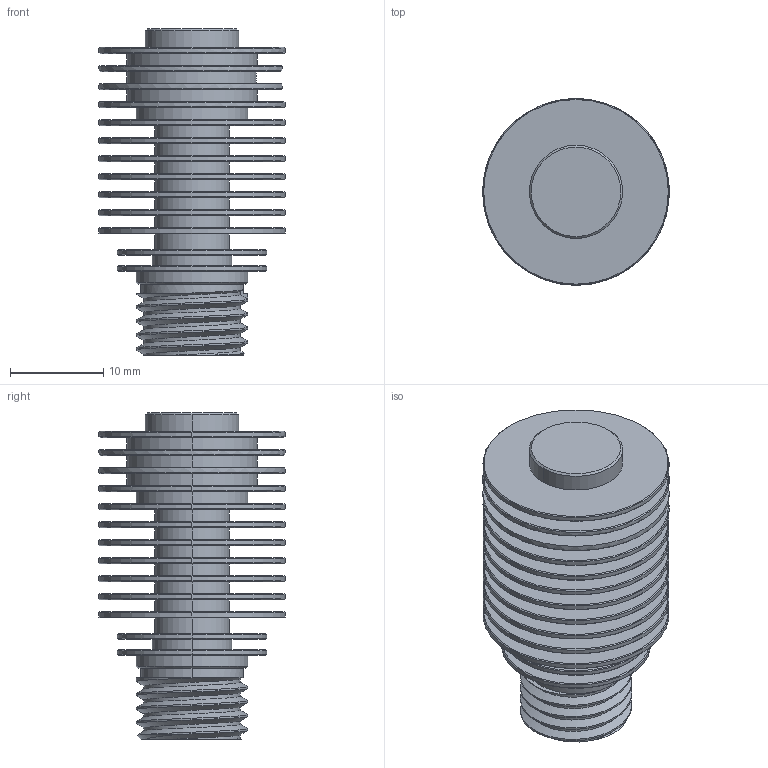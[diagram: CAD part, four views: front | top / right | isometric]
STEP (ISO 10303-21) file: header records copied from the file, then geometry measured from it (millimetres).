
FILE_DESCRIPTION(/* description */ ('Unknown'),/* implementation_level */ '2;1');
FILE_NAME(/* name */ 'mini_heatsink',/* time_stamp */ '2023-07-27T19:27:33-05:00',/* author */ ('Unknown'),/* organization */ ('Unknown'),/* preprocessor_version */ 'ST-DEVELOPER v18.102',/* originating_system */ 'Solid Edge',/* authorisation */ 'Unknown');
FILE_SCHEMA (('AUTOMOTIVE_DESIGN {1 0 10303 214 3 1 1}'));
Length unit declared in the file: millimetre
Products named in the file (1): E3D-V7毛细管版本散热器
Bounding box: 20 x 20 x 35 mm (x, y, z)
Volume: 4608.6 mm3; surface area: 7434.8 mm2
Topology: 1 solids, 4 shells, 189 faces, 415 edges, 251 vertices
Faces by surface type: cylinder 86, cone 63, plane 38, bspline 2
Entity records: 5798 total; most frequent: CARTESIAN_POINT 1592, DIRECTION 937, ORIENTED_EDGE 826, EDGE_CURVE 413, AXIS2_PLACEMENT_3D 386, VERTEX_POINT 251, EDGE_LOOP 210, FACE_BOUND 210
